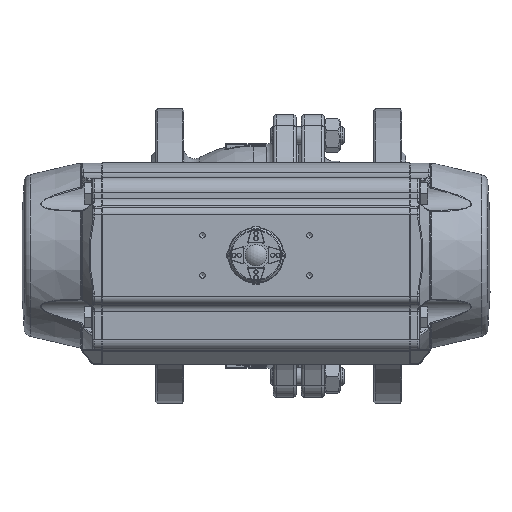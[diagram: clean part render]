
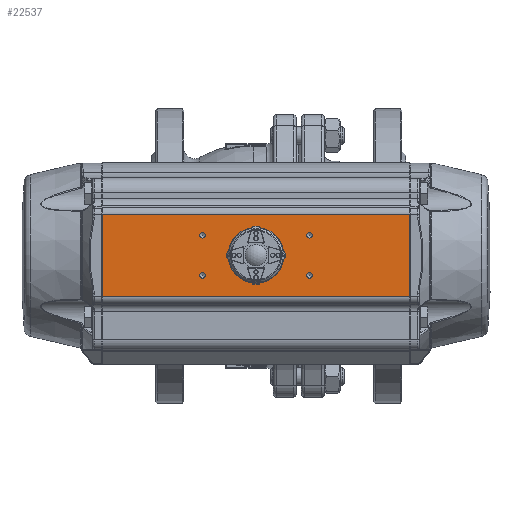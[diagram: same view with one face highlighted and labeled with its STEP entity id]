
A CAD part, top view. The second image highlights one B-rep face of the part: STEP entity #22537.
In plain terms, the highlighted face is planar.
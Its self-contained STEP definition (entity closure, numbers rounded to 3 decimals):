
#2091=LINE('',#40185,#3235);
#2150=LINE('',#40375,#3294);
#2172=LINE('',#40433,#3316);
#2173=LINE('',#40435,#3317);
#3235=VECTOR('',#29527,1000.);
#3294=VECTOR('',#29720,1000.);
#3316=VECTOR('',#29778,1000.);
#3317=VECTOR('',#29781,1000.);
#7720=ORIENTED_EDGE('',*,*,#12624,.F.);
#7721=ORIENTED_EDGE('',*,*,#12625,.F.);
#7722=ORIENTED_EDGE('',*,*,#12626,.F.);
#7723=ORIENTED_EDGE('',*,*,#12627,.F.);
#7724=ORIENTED_EDGE('',*,*,#12628,.F.);
#7725=ORIENTED_EDGE('',*,*,#12527,.F.);
#7726=ORIENTED_EDGE('',*,*,#12499,.T.);
#7727=ORIENTED_EDGE('',*,*,#12528,.T.);
#7728=ORIENTED_EDGE('',*,*,#12404,.T.);
#12404=EDGE_CURVE('',#15144,#15148,#2091,.T.);
#12499=EDGE_CURVE('',#15211,#15207,#2150,.T.);
#12527=EDGE_CURVE('',#15211,#15148,#2172,.T.);
#12528=EDGE_CURVE('',#15207,#15144,#2173,.T.);
#12624=EDGE_CURVE('',#15283,#15283,#16960,.T.);
#12625=EDGE_CURVE('',#15284,#15284,#16961,.T.);
#12626=EDGE_CURVE('',#15285,#15285,#16962,.T.);
#12627=EDGE_CURVE('',#15286,#15286,#16963,.T.);
#12628=EDGE_CURVE('',#15287,#15287,#16964,.T.);
#15144=VERTEX_POINT('',#40172);
#15148=VERTEX_POINT('',#40184);
#15207=VERTEX_POINT('',#40360);
#15211=VERTEX_POINT('',#40372);
#15283=VERTEX_POINT('',#40629);
#15284=VERTEX_POINT('',#40631);
#15285=VERTEX_POINT('',#40633);
#15286=VERTEX_POINT('',#40635);
#15287=VERTEX_POINT('',#40637);
#16960=CIRCLE('',#24989,19.);
#16961=CIRCLE('',#24990,2.1);
#16962=CIRCLE('',#24991,2.1);
#16963=CIRCLE('',#24992,2.1);
#16964=CIRCLE('',#24993,2.1);
#18642=EDGE_LOOP('',(#7720));
#18643=EDGE_LOOP('',(#7721));
#18644=EDGE_LOOP('',(#7722));
#18645=EDGE_LOOP('',(#7723));
#18646=EDGE_LOOP('',(#7724));
#18647=EDGE_LOOP('',(#7725,#7726,#7727,#7728));
#20477=FACE_BOUND('',#18642,.T.);
#20478=FACE_BOUND('',#18643,.T.);
#20479=FACE_BOUND('',#18644,.T.);
#20480=FACE_BOUND('',#18645,.T.);
#20481=FACE_BOUND('',#18646,.T.);
#20482=FACE_BOUND('',#18647,.T.);
#21607=PLANE('',#24988);
#22537=ADVANCED_FACE('',(#20477,#20478,#20479,#20480,#20481,#20482),#21607,
 .F.);
#24988=AXIS2_PLACEMENT_3D('',#40627,#29985,#29986);
#24989=AXIS2_PLACEMENT_3D('',#40628,#29987,#29988);
#24990=AXIS2_PLACEMENT_3D('',#40630,#29989,#29990);
#24991=AXIS2_PLACEMENT_3D('',#40632,#29991,#29992);
#24992=AXIS2_PLACEMENT_3D('',#40634,#29993,#29994);
#24993=AXIS2_PLACEMENT_3D('',#40636,#29995,#29996);
#29527=DIRECTION('',(-1.,0.,0.));
#29720=DIRECTION('',(1.,0.,0.));
#29778=DIRECTION('',(0.,0.,-1.));
#29781=DIRECTION('',(0.,0.,-1.));
#29985=DIRECTION('',(0.,-1.,0.));
#29986=DIRECTION('',(0.,0.,-1.));
#29987=DIRECTION('',(0.,1.,0.));
#29988=DIRECTION('',(0.,0.,-1.));
#29989=DIRECTION('',(0.,1.,0.));
#29990=DIRECTION('',(0.,0.,1.));
#29991=DIRECTION('',(0.,1.,0.));
#29992=DIRECTION('',(0.,0.,1.));
#29993=DIRECTION('',(0.,1.,0.));
#29994=DIRECTION('',(0.,0.,1.));
#29995=DIRECTION('',(0.,1.,0.));
#29996=DIRECTION('',(0.,0.,1.));
#40172=CARTESIAN_POINT('',(30.702,79.,-115.));
#40184=CARTESIAN_POINT('',(-30.702,79.,-115.));
#40185=CARTESIAN_POINT('',(-30.702,79.,-115.));
#40360=CARTESIAN_POINT('',(30.702,79.,115.));
#40372=CARTESIAN_POINT('',(-30.702,79.,115.));
#40375=CARTESIAN_POINT('',(30.702,79.,115.));
#40433=CARTESIAN_POINT('',(-30.702,79.,115.5));
#40435=CARTESIAN_POINT('',(30.702,79.,115.5));
#40627=CARTESIAN_POINT('',(-30.702,79.,115.5));
#40628=CARTESIAN_POINT('',(0.,79.,0.));
#40629=CARTESIAN_POINT('',(0.,79.,-19.));
#40630=CARTESIAN_POINT('',(-15.,79.,40.));
#40631=CARTESIAN_POINT('',(-15.,79.,42.1));
#40632=CARTESIAN_POINT('',(15.,79.,40.));
#40633=CARTESIAN_POINT('',(15.,79.,42.1));
#40634=CARTESIAN_POINT('',(15.,79.,-40.));
#40635=CARTESIAN_POINT('',(15.,79.,-37.9));
#40636=CARTESIAN_POINT('',(-15.,79.,-40.));
#40637=CARTESIAN_POINT('',(-15.,79.,-37.9));
